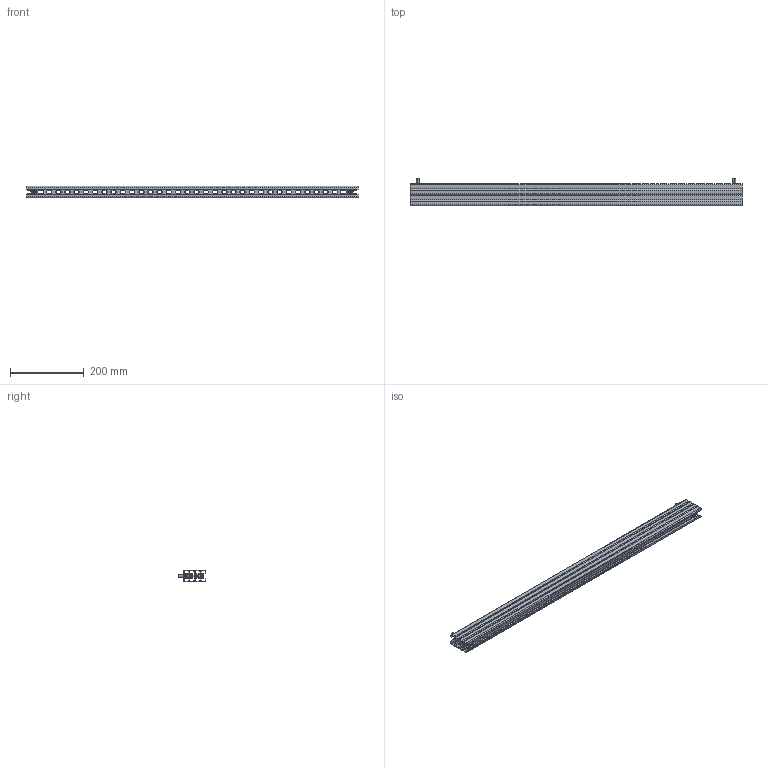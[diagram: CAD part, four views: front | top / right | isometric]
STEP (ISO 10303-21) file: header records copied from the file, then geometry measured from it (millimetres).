
FILE_DESCRIPTION (( 'STEP AP203' ), '1' );
FILE_NAME ('UR15104300010 Êîìïëåêò Ñ-îáðàçíûõ øèí 30.15 RS52 00.100 íà ÌÏ (ÎÖ) (000.801.680-03).STEP', '2022-04-18T11:01:18', ( '' ), ( '' ), 'SwSTEP 2.0', 'SolidWorks 2017', '' );
FILE_SCHEMA (( 'CONFIG_CONTROL_DESIGN' ));
Length unit declared in the file: millimetre
Products named in the file (5): UR15104300010 Êîìïëåêò Ñ-îáðàçíûõ øèí 30.15 RS52 00.100 íà ÌÏ (ÎÖ) (000.801.680-03); 025-315 Ïëàíêà Ñ-îáðàçíàÿ 30.15 (700)_03(955); Âèíò DIN 7984 TORX_Œ8å20; 嵑殧趌6402_8; 嵑殧趌11371_8
Assembly tree (28 placements, depth 2):
  UR15104300010 Êîìïëåêò Ñ-îáðàçíûõ øèí 30.15 RS52 00.100 íà ÌÏ (ÎÖ) (000.801.680-03)
    025-315 Ïëàíêà Ñ-îáðàçíàÿ 30.15 (700)_03(955)  x4
    嵑殧趌11371_8  x8
    嵑殧趌6402_8  x8
    Âèíò DIN 7984 TORX_Œ8å20  x8
Bounding box: 900 x 75 x 30.2 mm (x, y, z)
Volume: 346841.6 mm3; surface area: 474665.1 mm2
Topology: 28 solids, 28 shells, 1308 faces, 3532 edges, 2296 vertices
Faces by surface type: cylinder 652, plane 608, torus 32, cone 16
Entity records: 10261 total; most frequent: DIRECTION 1660, CARTESIAN_POINT 1561, ORIENTED_EDGE 1520, EDGE_CURVE 760, AXIS2_PLACEMENT_3D 593, VERTEX_POINT 494, VECTOR 474, LINE 474
